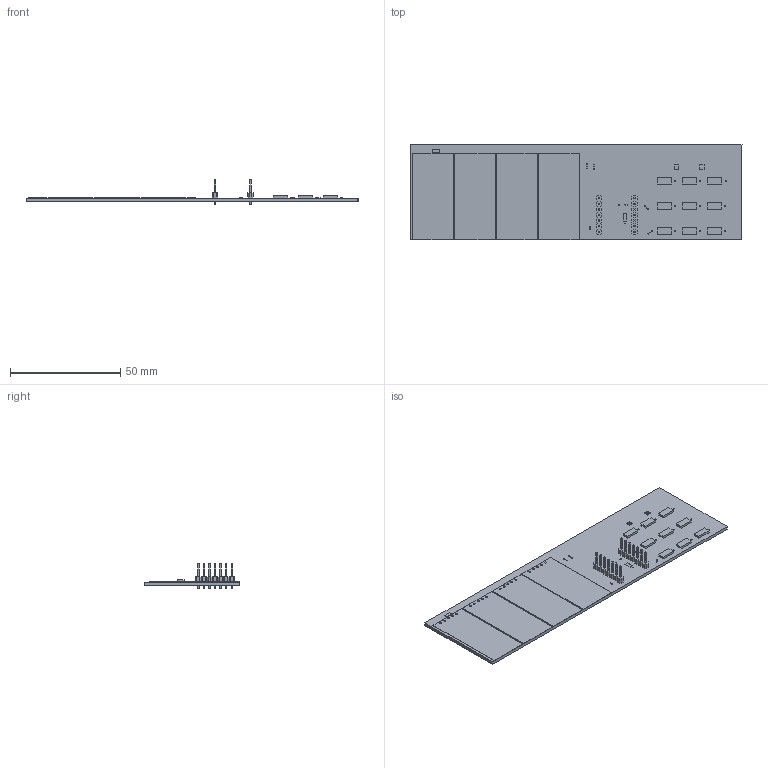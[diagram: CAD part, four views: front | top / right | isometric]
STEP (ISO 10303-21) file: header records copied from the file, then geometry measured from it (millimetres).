
FILE_DESCRIPTION(/* description */ (''),/* implementation_level */ '2;1');
FILE_NAME(/* name */ 'Sensor Board.step',/* time_stamp */ '2020-10-28T15:37:36+11:00',/* author */ (''),/* organization */ (''),/* preprocessor_version */ 'ST-DEVELOPER v18.1',/* originating_system */ 'Autodesk Translation Framework v9.3.0.1241',/* authorisation */ '');
FILE_SCHEMA (('AUTOMOTIVE_DESIGN { 1 0 10303 214 3 1 1 }'));
Length unit declared in the file: millimetre
Products named in the file (8): Sensor Board; Packages; EZO_BOARD; 1X01_NO_SILK; PAD.02X.02; 0603; 22-23-2031; 1X07
Assembly tree (29 placements, depth 3):
  Sensor Board
    Packages
      EZO_BOARD  x4
      1X01_NO_SILK  x2
      PAD.02X.02  x9
      0603  x2
      22-23-2031  x9
      1X07  x2
Bounding box: 150.9 x 43.53 x 11.54 mm (x, y, z)
Volume: 10452 mm3; surface area: 21024.4 mm2
Topology: 29 solids, 29 shells, 587 faces, 1391 edges, 890 vertices
Faces by surface type: plane 506, cylinder 81
Full cylindrical faces by diameter (mm): 0.3 x4, 0.35 x14, 0.9 x20, 1 x27, 1.016 x16
Entity records: 9420 total; most frequent: DIRECTION 1543, CARTESIAN_POINT 1520, ORIENTED_EDGE 1454, EDGE_CURVE 727, LINE 565, VECTOR 565, AXIS2_PLACEMENT_3D 489, VERTEX_POINT 466
